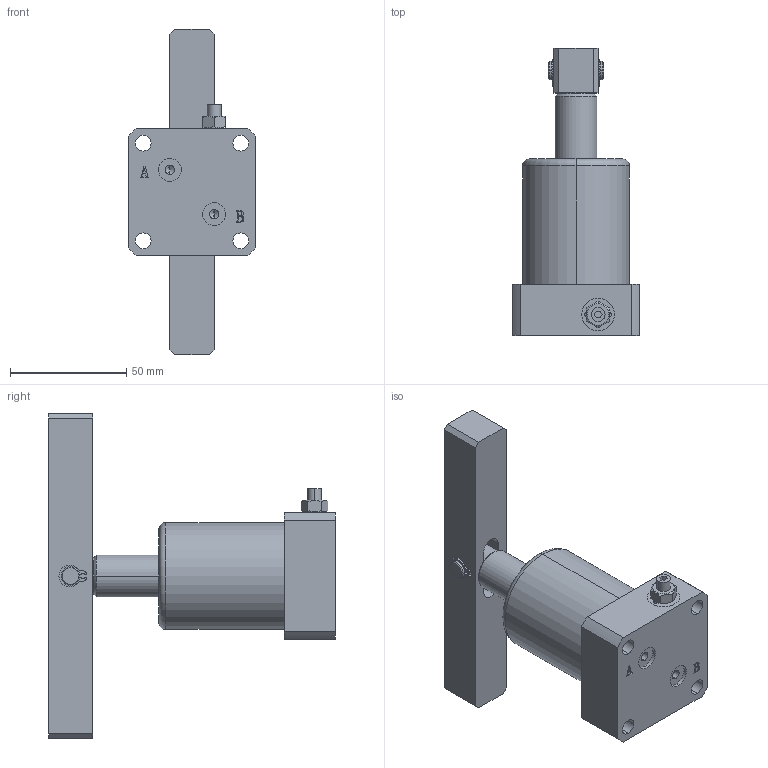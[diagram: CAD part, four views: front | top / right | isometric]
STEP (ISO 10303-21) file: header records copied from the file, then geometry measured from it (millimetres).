
FILE_DESCRIPTION (( 'STEP AP203' ), '1' );
FILE_NAME ('HSL-MF25D.STEP', '2019-10-05T09:20:10', ( '微软用户' ), ( '微软中国' ), 'SwSTEP 2.0', 'SolidWorks 2012', '' );
FILE_SCHEMA (( 'CONFIG_CONTROL_DESIGN' ));
Length unit declared in the file: millimetre
Products named in the file (7): HSL-MF25D; M12苤覃厒; circlips for shaft--type a small gb_GB_CONNECTING_PIECE_RING_RRA 8; HSL-MF25D蛌褒詰揤旋杻秶; HSL-25蛌褒詰嶺裝; HSL-MF25D蛌褒詰隅弇种; HSL-MF25D蛌褒詰掛极
Assembly tree (7 placements, depth 2):
  HSL-MF25D
    HSL-MF25D蛌褒詰掛极
    HSL-MF25D蛌褒詰隅弇种
    HSL-25蛌褒詰嶺裝
    HSL-MF25D蛌褒詰揤旋杻秶
    circlips for shaft--type a small gb_GB_CONNECTING_PIECE_RING_RRA 8  x2
    M12苤覃厒
Bounding box: 55 x 123.5 x 140 mm (x, y, z)
Volume: 194617.5 mm3; surface area: 45183.4 mm2
Topology: 6 solids, 10 shells, 240 faces, 594 edges, 388 vertices
Faces by surface type: plane 106, cylinder 96, cone 16, bspline 16, torus 6
Entity records: 8061 total; most frequent: CARTESIAN_POINT 2073, DIRECTION 1107, ORIENTED_EDGE 1042, EDGE_CURVE 533, AXIS2_PLACEMENT_3D 408, VERTEX_POINT 350, VECTOR 291, LINE 291
